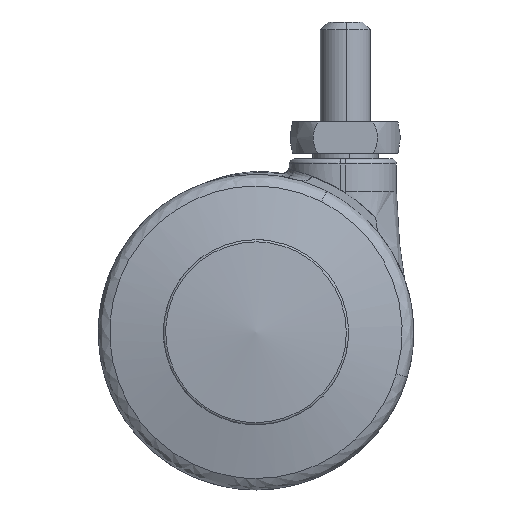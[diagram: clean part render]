
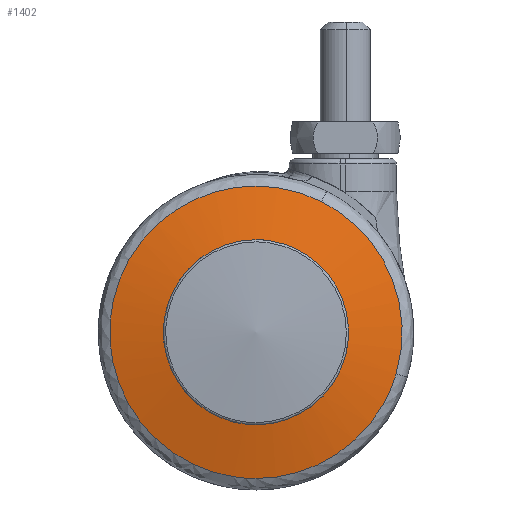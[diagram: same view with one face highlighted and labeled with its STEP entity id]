
A CAD part, front view. The second image highlights one B-rep face of the part: STEP entity #1402.
In plain terms, the highlighted free-form (B-spline) face has degree [2, 2] with [4, 4] control points.
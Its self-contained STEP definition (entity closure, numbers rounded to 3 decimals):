
#66=CARTESIAN_POINT('',(17.477,-20.5,-2.077));
#67=VERTEX_POINT('',#66);
#68=CARTESIAN_POINT('',(0.0,-20.5,17.6));
#69=VERTEX_POINT('',#68);
#70=CARTESIAN_POINT('',(17.477,-20.5,-2.077));
#71=CARTESIAN_POINT('',(17.6,-20.5,-1.042));
#72=CARTESIAN_POINT('',(17.6,-20.5,0.));
#73=CARTESIAN_POINT('',(17.6,-20.5,17.6));
#74=CARTESIAN_POINT('',(0.0,-20.5,17.6));
#82=(BOUNDED_CURVE()B_SPLINE_CURVE(2,(#70,#71,#72,#73,#74),.UNSPECIFIED.,.F.,.U.)B_SPLINE_CURVE_WITH_KNOTS((3,2,3),(0.23,0.25,0.5),.UNSPECIFIED.)CURVE()GEOMETRIC_REPRESENTATION_ITEM()RATIONAL_B_SPLINE_CURVE((0.956,0.976,1.0,0.707,1.0))REPRESENTATION_ITEM(''));
#83=EDGE_CURVE('',#67,#69,#82,.T.);
#85=CARTESIAN_POINT('',(-17.567,-20.5,1.074));
#86=VERTEX_POINT('',#85);
#87=CARTESIAN_POINT('',(0.0,-20.5,17.6));
#88=CARTESIAN_POINT('',(-16.556,-20.5,17.6));
#89=CARTESIAN_POINT('',(-17.567,-20.5,1.074));
#97=(BOUNDED_CURVE()B_SPLINE_CURVE(2,(#87,#88,#89),.UNSPECIFIED.,.F.,.U.)B_SPLINE_CURVE_WITH_KNOTS((3,3),(0.5,0.739),.UNSPECIFIED.)CURVE()GEOMETRIC_REPRESENTATION_ITEM()RATIONAL_B_SPLINE_CURVE((1.0,0.72,0.976))REPRESENTATION_ITEM(''));
#98=EDGE_CURVE('',#69,#86,#97,.T.);
#165=CARTESIAN_POINT('',(0.0,-20.5,-17.6));
#166=VERTEX_POINT('',#165);
#167=CARTESIAN_POINT('',(0.0,-20.5,-17.6));
#168=CARTESIAN_POINT('',(15.632,-20.5,-17.6));
#169=CARTESIAN_POINT('',(17.477,-20.5,-2.077));
#177=(BOUNDED_CURVE()B_SPLINE_CURVE(2,(#167,#168,#169),.UNSPECIFIED.,.F.,.U.)B_SPLINE_CURVE_WITH_KNOTS((3,3),(0.0,0.23),.UNSPECIFIED.)CURVE()GEOMETRIC_REPRESENTATION_ITEM()RATIONAL_B_SPLINE_CURVE((1.0,0.731,0.956))REPRESENTATION_ITEM(''));
#178=EDGE_CURVE('',#166,#67,#177,.T.);
#212=CARTESIAN_POINT('',(-17.567,-20.5,1.074));
#213=CARTESIAN_POINT('',(-17.6,-20.5,0.538));
#214=CARTESIAN_POINT('',(-17.6,-20.5,0.));
#215=CARTESIAN_POINT('',(-17.6,-20.5,-17.6));
#216=CARTESIAN_POINT('',(0.0,-20.5,-17.6));
#224=(BOUNDED_CURVE()B_SPLINE_CURVE(2,(#212,#213,#214,#215,#216),.UNSPECIFIED.,.F.,.U.)B_SPLINE_CURVE_WITH_KNOTS((3,2,3),(0.739,0.75,1.0),.UNSPECIFIED.)CURVE()GEOMETRIC_REPRESENTATION_ITEM()RATIONAL_B_SPLINE_CURVE((0.976,0.988,1.0,0.707,1.0))REPRESENTATION_ITEM(''));
#225=EDGE_CURVE('',#86,#166,#224,.T.);
#1245=CARTESIAN_POINT('',(12.454,-18.215,24.857));
#1246=VERTEX_POINT('',#1245);
#1247=CARTESIAN_POINT('',(0.0,-18.215,27.802));
#1248=VERTEX_POINT('',#1247);
#1249=CARTESIAN_POINT('',(12.454,-18.215,24.857));
#1250=CARTESIAN_POINT('',(6.575,-18.215,27.802));
#1251=CARTESIAN_POINT('',(0.0,-18.215,27.802));
#1259=(BOUNDED_CURVE()B_SPLINE_CURVE(2,(#1249,#1250,#1251),.UNSPECIFIED.,.F.,.U.)B_SPLINE_CURVE_WITH_KNOTS((3,3),(0.424,0.5),.UNSPECIFIED.)CURVE()GEOMETRIC_REPRESENTATION_ITEM()RATIONAL_B_SPLINE_CURVE((0.876,0.911,1.0))REPRESENTATION_ITEM(''));
#1260=EDGE_CURVE('',#1246,#1248,#1259,.T.);
#1280=CARTESIAN_POINT('',(26.649,-18.215,-7.924));
#1281=VERTEX_POINT('',#1280);
#1295=CARTESIAN_POINT('',(0.0,-18.215,-27.802));
#1296=VERTEX_POINT('',#1295);
#1297=CARTESIAN_POINT('',(0.0,-18.215,-27.802));
#1298=CARTESIAN_POINT('',(20.738,-18.215,-27.802));
#1299=CARTESIAN_POINT('',(26.649,-18.215,-7.924));
#1307=(BOUNDED_CURVE()B_SPLINE_CURVE(2,(#1297,#1298,#1299),.UNSPECIFIED.,.F.,.U.)B_SPLINE_CURVE_WITH_KNOTS((3,3),(0.0,0.201),.UNSPECIFIED.)CURVE()GEOMETRIC_REPRESENTATION_ITEM()RATIONAL_B_SPLINE_CURVE((1.0,0.764,0.908))REPRESENTATION_ITEM(''));
#1308=EDGE_CURVE('',#1296,#1281,#1307,.T.);
#1310=CARTESIAN_POINT('',(0.0,-18.215,27.802));
#1311=CARTESIAN_POINT('',(-27.802,-18.215,27.802));
#1312=CARTESIAN_POINT('',(-27.802,-18.215,0.));
#1313=CARTESIAN_POINT('',(-27.802,-18.215,-27.802));
#1314=CARTESIAN_POINT('',(0.0,-18.215,-27.802));
#1322=(BOUNDED_CURVE()B_SPLINE_CURVE(2,(#1310,#1311,#1312,#1313,#1314),.UNSPECIFIED.,.F.,.U.)B_SPLINE_CURVE_WITH_KNOTS((3,2,3),(0.5,0.75,1.0),.UNSPECIFIED.)CURVE()GEOMETRIC_REPRESENTATION_ITEM()RATIONAL_B_SPLINE_CURVE((1.0,0.707,1.0,0.707,1.0))REPRESENTATION_ITEM(''));
#1323=EDGE_CURVE('',#1248,#1296,#1322,.T.);
#1345=CARTESIAN_POINT('',(26.649,-18.215,-7.924));
#1346=CARTESIAN_POINT('',(27.802,-18.215,-4.046));
#1347=CARTESIAN_POINT('',(27.802,-18.215,0.));
#1348=CARTESIAN_POINT('',(27.802,-18.215,17.167));
#1349=CARTESIAN_POINT('',(12.454,-18.215,24.857));
#1357=(BOUNDED_CURVE()B_SPLINE_CURVE(2,(#1345,#1346,#1347,#1348,#1349),.UNSPECIFIED.,.F.,.U.)B_SPLINE_CURVE_WITH_KNOTS((3,2,3),(0.201,0.25,0.424),.UNSPECIFIED.)CURVE()GEOMETRIC_REPRESENTATION_ITEM()RATIONAL_B_SPLINE_CURVE((0.908,0.943,1.0,0.796,0.876))REPRESENTATION_ITEM(''));
#1358=EDGE_CURVE('',#1281,#1246,#1357,.T.);
#1366=CARTESIAN_POINT('',(-29.809,-13.073,-29.809));
#1367=CARTESIAN_POINT('',(-15.232,-17.439,-30.463));
#1368=CARTESIAN_POINT('',(15.231,-17.439,-30.463));
#1369=CARTESIAN_POINT('',(29.808,-13.073,-29.809));
#1370=CARTESIAN_POINT('',(-30.463,-17.439,-15.232));
#1371=CARTESIAN_POINT('',(-15.573,-22.,-15.573));
#1372=CARTESIAN_POINT('',(15.572,-22.,-15.573));
#1373=CARTESIAN_POINT('',(30.462,-17.439,-15.232));
#1374=CARTESIAN_POINT('',(-30.463,-17.439,15.232));
#1375=CARTESIAN_POINT('',(-15.573,-22.,15.573));
#1376=CARTESIAN_POINT('',(15.572,-22.,15.573));
#1377=CARTESIAN_POINT('',(30.462,-17.439,15.232));
#1378=CARTESIAN_POINT('',(-29.809,-13.073,29.809));
#1379=CARTESIAN_POINT('',(-15.232,-17.439,30.463));
#1380=CARTESIAN_POINT('',(15.231,-17.439,30.463));
#1381=CARTESIAN_POINT('',(29.808,-13.073,29.809));
#1389=(BOUNDED_SURFACE()B_SPLINE_SURFACE(2,2,((#1366,#1370,#1374,#1378),(#1367,#1371,#1375,#1379),(#1368,#1372,#1376,#1380),(#1369,#1373,#1377,#1381)),.UNSPECIFIED.,.F.,.F.,.U.)B_SPLINE_SURFACE_WITH_KNOTS((3,1,3),(3,1,3),(22.88,52.981,83.08),(22.88,52.981,83.081),.UNSPECIFIED.)GEOMETRIC_REPRESENTATION_ITEM()RATIONAL_B_SPLINE_SURFACE(((1.045,1.022,1.022,1.045),(1.022,1.0,1.0,1.022),(1.022,1.0,1.0,1.022),(1.045,1.022,1.022,1.045)))REPRESENTATION_ITEM('')SURFACE());
#1390=ORIENTED_EDGE('',*,*,#1308,.T.);
#1391=ORIENTED_EDGE('',*,*,#1358,.T.);
#1392=ORIENTED_EDGE('',*,*,#1260,.T.);
#1393=ORIENTED_EDGE('',*,*,#1323,.T.);
#1394=EDGE_LOOP('',(#1390,#1391,#1392,#1393));
#1395=FACE_OUTER_BOUND('',#1394,.T.);
#1396=ORIENTED_EDGE('',*,*,#98,.F.);
#1397=ORIENTED_EDGE('',*,*,#83,.F.);
#1398=ORIENTED_EDGE('',*,*,#178,.F.);
#1399=ORIENTED_EDGE('',*,*,#225,.F.);
#1400=EDGE_LOOP('',(#1396,#1397,#1398,#1399));
#1401=FACE_BOUND('',#1400,.T.);
#1402=ADVANCED_FACE('',(#1395,#1401),#1389,.T.);
